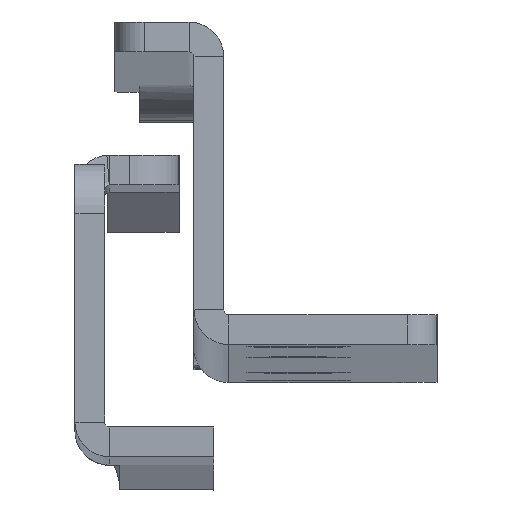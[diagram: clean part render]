
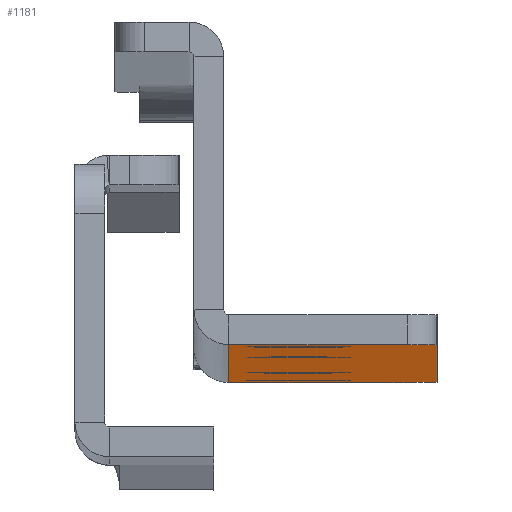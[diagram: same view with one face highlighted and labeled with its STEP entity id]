
A CAD part, top view. The second image highlights one B-rep face of the part: STEP entity #1181.
In plain terms, the highlighted face is planar.
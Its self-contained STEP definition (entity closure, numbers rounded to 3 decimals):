
#877 = LINE ( 'NONE', #20174, #30676 ) ;
#879 = EDGE_CURVE ( 'NONE', #11180, #16893, #877, .T. ) ;
#990 = AXIS2_PLACEMENT_3D ( 'NONE', #30537, #6639, #30081 ) ;
#1140 = LINE ( 'NONE', #34739, #37133 ) ;
#1181 = ADVANCED_FACE ( 'NONE', ( #14124, #27971, #41355, #30631, #21172 ), #13910, .F. ) ;
#1428 = AXIS2_PLACEMENT_3D ( 'NONE', #31497, #39006, #11945 ) ;
#1504 = DIRECTION ( 'NONE',  ( -1., 0., 0. ) ) ;
#1957 = CARTESIAN_POINT ( 'NONE',  ( 3.5, -9.5, 500. ) ) ;
#2468 = VERTEX_POINT ( 'NONE', #16918 ) ;
#2640 = EDGE_CURVE ( 'NONE', #11180, #24860, #1140, .T. ) ;
#2826 = EDGE_LOOP ( 'NONE', ( #15818, #12267 ) ) ;
#2995 = CIRCLE ( 'NONE', #27509, 5. ) ;
#3277 = VERTEX_POINT ( 'NONE', #28611 ) ;
#4278 = EDGE_CURVE ( 'NONE', #31041, #43220, #14383, .T. ) ;
#4513 = CIRCLE ( 'NONE', #990, 5.25 ) ;
#4711 = AXIS2_PLACEMENT_3D ( 'NONE', #21653, #38609, #5652 ) ;
#5152 = DIRECTION ( 'NONE',  ( 1., 0., 0. ) ) ;
#5173 = DIRECTION ( 'NONE',  ( 0., 1., 0. ) ) ;
#5292 = LINE ( 'NONE', #1957, #32987 ) ;
#5652 = DIRECTION ( 'NONE',  ( 0., 0., 1. ) ) ;
#5787 = CIRCLE ( 'NONE', #30293, 5.25 ) ;
#6116 = EDGE_CURVE ( 'NONE', #16893, #10058, #25021, .T. ) ;
#6367 = CARTESIAN_POINT ( 'NONE',  ( 10.5, -9.5, 56. ) ) ;
#6639 = DIRECTION ( 'NONE',  ( 0., 1., 0. ) ) ;
#7577 = DIRECTION ( 'NONE',  ( -1., 0., 0. ) ) ;
#7750 = CIRCLE ( 'NONE', #1428, 5.25 ) ;
#8135 = VERTEX_POINT ( 'NONE', #30849 ) ;
#8728 = CARTESIAN_POINT ( 'NONE',  ( 15.75, -9.5, 472. ) ) ;
#8831 = ORIENTED_EDGE ( 'NONE', *, *, #42920, .T. ) ;
#8839 = AXIS2_PLACEMENT_3D ( 'NONE', #31075, #24041, #27309 ) ;
#10058 = VERTEX_POINT ( 'NONE', #38038 ) ;
#10889 = ORIENTED_EDGE ( 'NONE', *, *, #24539, .F. ) ;
#11096 = EDGE_CURVE ( 'NONE', #27942, #14508, #42664, .T. ) ;
#11180 = VERTEX_POINT ( 'NONE', #32224 ) ;
#11460 = VERTEX_POINT ( 'NONE', #32413 ) ;
#11891 = VERTEX_POINT ( 'NONE', #34082 ) ;
#11945 = DIRECTION ( 'NONE',  ( -1., 0., 0. ) ) ;
#12267 = ORIENTED_EDGE ( 'NONE', *, *, #25464, .T. ) ;
#12453 = ORIENTED_EDGE ( 'NONE', *, *, #42564, .F. ) ;
#13910 = PLANE ( 'NONE',  #8839 ) ;
#14124 = FACE_BOUND ( 'NONE', #17177, .T. ) ;
#14255 = EDGE_LOOP ( 'NONE', ( #33126, #36969 ) ) ;
#14383 = CIRCLE ( 'NONE', #20017, 5.25 ) ;
#14508 = VERTEX_POINT ( 'NONE', #41751 ) ;
#14740 = CARTESIAN_POINT ( 'NONE',  ( 24.5, -9.5, 30. ) ) ;
#15207 = DIRECTION ( 'NONE',  ( -1., 0., 0. ) ) ;
#15276 = DIRECTION ( 'NONE',  ( 0., -1., 0. ) ) ;
#15818 = ORIENTED_EDGE ( 'NONE', *, *, #4278, .T. ) ;
#16893 = VERTEX_POINT ( 'NONE', #34700 ) ;
#16918 = CARTESIAN_POINT ( 'NONE',  ( 15.75, -9.5, 152. ) ) ;
#17177 = EDGE_LOOP ( 'NONE', ( #35122, #21313 ) ) ;
#18823 = DIRECTION ( 'NONE',  ( 1., 0., 0. ) ) ;
#19119 = CARTESIAN_POINT ( 'NONE',  ( 15.75, -9.5, 56. ) ) ;
#19527 = ORIENTED_EDGE ( 'NONE', *, *, #2640, .F. ) ;
#20017 = AXIS2_PLACEMENT_3D ( 'NONE', #6367, #29845, #23261 ) ;
#20174 = CARTESIAN_POINT ( 'NONE',  ( 24.486, -9.5, 497.314 ) ) ;
#21172 = FACE_OUTER_BOUND ( 'NONE', #36562, .T. ) ;
#21230 = CARTESIAN_POINT ( 'NONE',  ( 24.5, -9.5, 33.594 ) ) ;
#21313 = ORIENTED_EDGE ( 'NONE', *, *, #35757, .T. ) ;
#21653 = CARTESIAN_POINT ( 'NONE',  ( 21.502, -9.5, 497. ) ) ;
#21811 = CARTESIAN_POINT ( 'NONE',  ( 5.25, -9.5, 344. ) ) ;
#22019 = CARTESIAN_POINT ( 'NONE',  ( 10.5, -9.5, 152. ) ) ;
#22215 = EDGE_CURVE ( 'NONE', #2468, #8135, #7750, .T. ) ;
#22662 = VECTOR ( 'NONE', #18823, 1000. ) ;
#23261 = DIRECTION ( 'NONE',  ( -1., 0., 0. ) ) ;
#24041 = DIRECTION ( 'NONE',  ( 0., 1., 0. ) ) ;
#24135 = CIRCLE ( 'NONE', #33274, 5.25 ) ;
#24255 = CARTESIAN_POINT ( 'NONE',  ( 10.5, -9.5, 472. ) ) ;
#24539 = EDGE_CURVE ( 'NONE', #38399, #10058, #25666, .T. ) ;
#24860 = VERTEX_POINT ( 'NONE', #21230 ) ;
#25020 = CARTESIAN_POINT ( 'NONE',  ( 24.5, -9.5, 500. ) ) ;
#25021 = CIRCLE ( 'NONE', #4711, 3. ) ;
#25361 = DIRECTION ( 'NONE',  ( 0., 0., 1. ) ) ;
#25464 = EDGE_CURVE ( 'NONE', #43220, #31041, #4513, .T. ) ;
#25666 = LINE ( 'NONE', #25020, #22662 ) ;
#25984 = VECTOR ( 'NONE', #5152, 1000. ) ;
#26470 = VERTEX_POINT ( 'NONE', #8728 ) ;
#26692 = CARTESIAN_POINT ( 'NONE',  ( 10.5, -9.5, 344. ) ) ;
#26939 = AXIS2_PLACEMENT_3D ( 'NONE', #22019, #5173, #15207 ) ;
#26995 = EDGE_CURVE ( 'NONE', #26470, #11460, #24135, .T. ) ;
#27040 = EDGE_CURVE ( 'NONE', #8135, #2468, #33988, .T. ) ;
#27309 = DIRECTION ( 'NONE',  ( 0., 0., -1. ) ) ;
#27509 = AXIS2_PLACEMENT_3D ( 'NONE', #32001, #15276, #28260 ) ;
#27942 = VERTEX_POINT ( 'NONE', #21811 ) ;
#27971 = FACE_BOUND ( 'NONE', #14255, .T. ) ;
#28260 = DIRECTION ( 'NONE',  ( 0., 0., 1. ) ) ;
#28611 = CARTESIAN_POINT ( 'NONE',  ( 3.5, -9.5, 30. ) ) ;
#28657 = AXIS2_PLACEMENT_3D ( 'NONE', #41878, #31584, #1504 ) ;
#29845 = DIRECTION ( 'NONE',  ( 0., 1., 0. ) ) ;
#30081 = DIRECTION ( 'NONE',  ( -1., 0., 0. ) ) ;
#30293 = AXIS2_PLACEMENT_3D ( 'NONE', #26692, #32867, #33084 ) ;
#30358 = AXIS2_PLACEMENT_3D ( 'NONE', #41951, #42390, #35193 ) ;
#30537 = CARTESIAN_POINT ( 'NONE',  ( 10.5, -9.5, 56. ) ) ;
#30563 = DIRECTION ( 'NONE',  ( 0., 0., -1. ) ) ;
#30631 = FACE_BOUND ( 'NONE', #2826, .T. ) ;
#30676 = VECTOR ( 'NONE', #33588, 1000. ) ;
#30849 = CARTESIAN_POINT ( 'NONE',  ( 5.25, -9.5, 152. ) ) ;
#31041 = VERTEX_POINT ( 'NONE', #19119 ) ;
#31075 = CARTESIAN_POINT ( 'NONE',  ( 24.5, -9.5, 500. ) ) ;
#31497 = CARTESIAN_POINT ( 'NONE',  ( 10.5, -9.5, 152. ) ) ;
#31584 = DIRECTION ( 'NONE',  ( 0., 1., 0. ) ) ;
#31821 = ORIENTED_EDGE ( 'NONE', *, *, #6116, .T. ) ;
#32001 = CARTESIAN_POINT ( 'NONE',  ( 19.702, -9.5, 35. ) ) ;
#32224 = CARTESIAN_POINT ( 'NONE',  ( 24.5, -9.5, 497.182 ) ) ;
#32413 = CARTESIAN_POINT ( 'NONE',  ( 5.25, -9.5, 472. ) ) ;
#32709 = CARTESIAN_POINT ( 'NONE',  ( 3.5, -9.5, 500. ) ) ;
#32867 = DIRECTION ( 'NONE',  ( 0., 1., 0. ) ) ;
#32987 = VECTOR ( 'NONE', #25361, 1000. ) ;
#33084 = DIRECTION ( 'NONE',  ( -1., 0., 0. ) ) ;
#33126 = ORIENTED_EDGE ( 'NONE', *, *, #38624, .T. ) ;
#33274 = AXIS2_PLACEMENT_3D ( 'NONE', #24255, #37679, #7577 ) ;
#33588 = DIRECTION ( 'NONE',  ( -0.105, 0., 0.995 ) ) ;
#33988 = CIRCLE ( 'NONE', #26939, 5.25 ) ;
#34082 = CARTESIAN_POINT ( 'NONE',  ( 19.702, -9.5, 30. ) ) ;
#34700 = CARTESIAN_POINT ( 'NONE',  ( 24.486, -9.5, 497.314 ) ) ;
#34739 = CARTESIAN_POINT ( 'NONE',  ( 24.5, -9.5, 500. ) ) ;
#35122 = ORIENTED_EDGE ( 'NONE', *, *, #26995, .T. ) ;
#35193 = DIRECTION ( 'NONE',  ( -1., 0., 0. ) ) ;
#35681 = ORIENTED_EDGE ( 'NONE', *, *, #38553, .T. ) ;
#35757 = EDGE_CURVE ( 'NONE', #11460, #26470, #36713, .T. ) ;
#36562 = EDGE_LOOP ( 'NONE', ( #12453, #8831, #35681, #19527, #43095, #31821, #10889 ) ) ;
#36713 = CIRCLE ( 'NONE', #30358, 5.25 ) ;
#36969 = ORIENTED_EDGE ( 'NONE', *, *, #11096, .T. ) ;
#37133 = VECTOR ( 'NONE', #30563, 1000. ) ;
#37679 = DIRECTION ( 'NONE',  ( 0., 1., 0. ) ) ;
#38038 = CARTESIAN_POINT ( 'NONE',  ( 21.502, -9.5, 500. ) ) ;
#38399 = VERTEX_POINT ( 'NONE', #32709 ) ;
#38553 = EDGE_CURVE ( 'NONE', #11891, #24860, #2995, .T. ) ;
#38609 = DIRECTION ( 'NONE',  ( 0., -1., 0. ) ) ;
#38624 = EDGE_CURVE ( 'NONE', #14508, #27942, #5787, .T. ) ;
#39006 = DIRECTION ( 'NONE',  ( 0., 1., 0. ) ) ;
#39912 = EDGE_LOOP ( 'NONE', ( #40880, #40676 ) ) ;
#40676 = ORIENTED_EDGE ( 'NONE', *, *, #27040, .T. ) ;
#40880 = ORIENTED_EDGE ( 'NONE', *, *, #22215, .T. ) ;
#41273 = CARTESIAN_POINT ( 'NONE',  ( 5.25, -9.5, 56. ) ) ;
#41355 = FACE_BOUND ( 'NONE', #39912, .T. ) ;
#41751 = CARTESIAN_POINT ( 'NONE',  ( 15.75, -9.5, 344. ) ) ;
#41878 = CARTESIAN_POINT ( 'NONE',  ( 10.5, -9.5, 344. ) ) ;
#41951 = CARTESIAN_POINT ( 'NONE',  ( 10.5, -9.5, 472. ) ) ;
#42390 = DIRECTION ( 'NONE',  ( 0., 1., 0. ) ) ;
#42404 = LINE ( 'NONE', #14740, #25984 ) ;
#42564 = EDGE_CURVE ( 'NONE', #3277, #38399, #5292, .T. ) ;
#42664 = CIRCLE ( 'NONE', #28657, 5.25 ) ;
#42920 = EDGE_CURVE ( 'NONE', #3277, #11891, #42404, .T. ) ;
#43095 = ORIENTED_EDGE ( 'NONE', *, *, #879, .T. ) ;
#43220 = VERTEX_POINT ( 'NONE', #41273 ) ;
